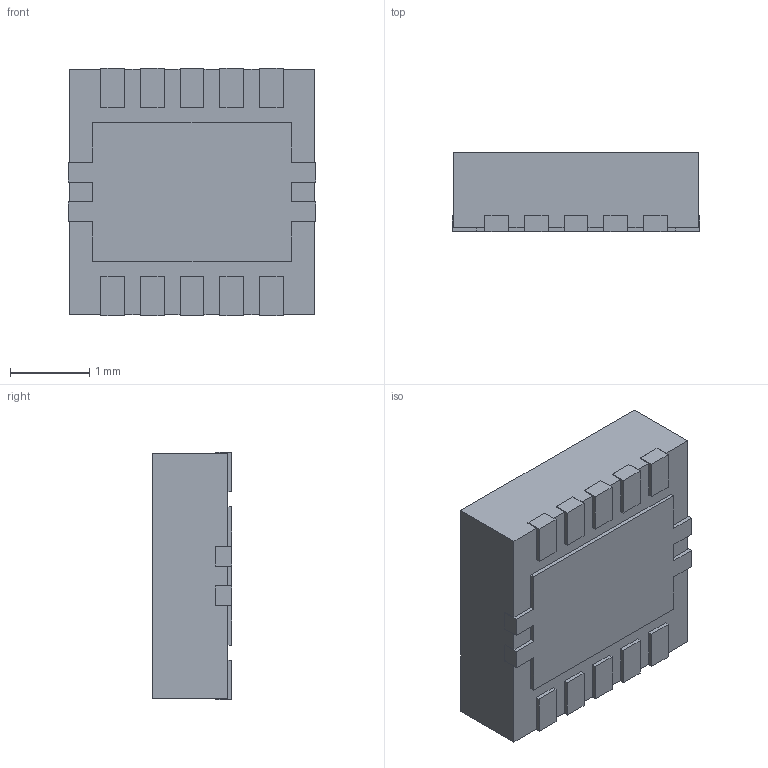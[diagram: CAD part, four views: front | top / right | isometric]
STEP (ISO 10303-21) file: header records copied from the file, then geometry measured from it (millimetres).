
FILE_DESCRIPTION (( 'STEP AP214' ), '1' );
FILE_NAME ('User Library-LM5166YDRC_VSON-DRC10.STEP', '2019-03-19T11:46:35', ( '' ), ( '' ), 'SwSTEP 2.0', 'SolidWorks 2019', '' );
FILE_SCHEMA (( 'AUTOMOTIVE_DESIGN' ));
Length unit declared in the file: millimetre
Products named in the file (1): User Library-LM5166YDRC_VSON-DRC10
Bounding box: 3.12 x 1 x 3.12 mm (x, y, z)
Volume: 9.4 mm3; surface area: 32.5 mm2
Topology: 1 solids, 1 shells, 94 faces, 276 edges, 184 vertices
Faces by surface type: plane 94
Entity records: 4128 total; most frequent: CARTESIAN_POINT 555, ORIENTED_EDGE 552, DIRECTION 466, EDGE_CURVE 276, LINE 276, VECTOR 276, VERTEX_POINT 184, UNCERTAINTY_MEASURE_WITH_UNIT 97
